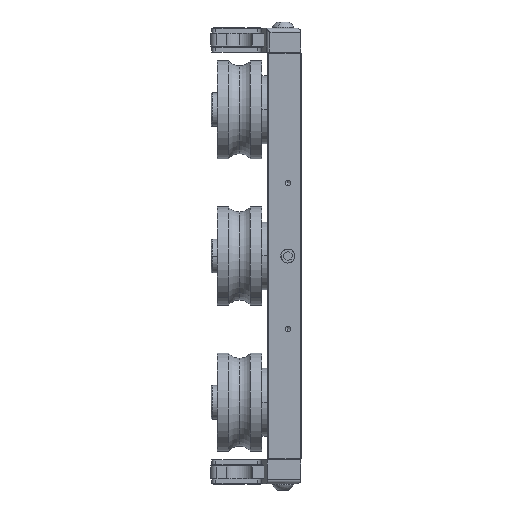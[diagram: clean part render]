
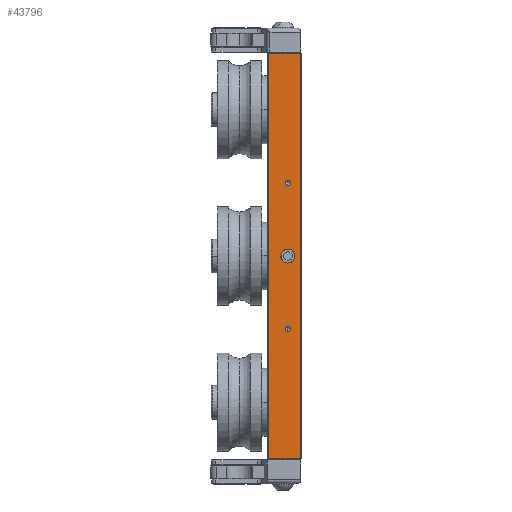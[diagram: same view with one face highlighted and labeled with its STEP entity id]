
A CAD part, front view. The second image highlights one B-rep face of the part: STEP entity #43796.
In plain terms, the highlighted planar face has unit normal (0, -1, 0).
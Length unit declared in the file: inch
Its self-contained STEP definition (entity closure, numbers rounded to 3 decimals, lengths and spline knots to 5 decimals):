
#1805 = EDGE_LOOP ( 'NONE', ( #32378, #38195, #40629, #73213 ) ) ;
#2475 = CARTESIAN_POINT ( 'NONE',  ( 1.46354, -1., -2.9534 ) ) ;
#4839 = VECTOR ( 'NONE', #53711, 39.37008 ) ;
#5920 = DIRECTION ( 'NONE',  ( 0., 0., 1. ) ) ;
#6412 = CIRCLE ( 'NONE', #71747, 0.04 ) ;
#8180 = CARTESIAN_POINT ( 'NONE',  ( 1.46354, -1., -5.0004 ) ) ;
#8693 = PLANE ( 'NONE',  #67598 ) ;
#10396 = ORIENTED_EDGE ( 'NONE', *, *, #66235, .T. ) ;
#10425 = DIRECTION ( 'NONE',  ( 0., 0., 1. ) ) ;
#10619 = VERTEX_POINT ( 'NONE', #21917 ) ;
#12589 = DIRECTION ( 'NONE',  ( 0., 0., -1. ) ) ;
#12951 = DIRECTION ( 'NONE',  ( 0., -1., 0. ) ) ;
#13617 = VERTEX_POINT ( 'NONE', #55770 ) ;
#14285 = EDGE_CURVE ( 'NONE', #29754, #35885, #61830, .T. ) ;
#16101 = EDGE_LOOP ( 'NONE', ( #71324, #49688 ) ) ;
#16285 = CARTESIAN_POINT ( 'NONE',  ( 1.17754, -1., -1.1374 ) ) ;
#16442 = CIRCLE ( 'NONE', #42490, 0.09843 ) ;
#16762 = CARTESIAN_POINT ( 'NONE',  ( 1.63854, -1., -76.02489 ) ) ;
#17938 = VECTOR ( 'NONE', #38257, 39.37008 ) ;
#19116 = FACE_OUTER_BOUND ( 'NONE', #1805, .T. ) ;
#19492 = DIRECTION ( 'NONE',  ( 0., 0., -1. ) ) ;
#19596 = DIRECTION ( 'NONE',  ( 0., 0., 1. ) ) ;
#19879 = CARTESIAN_POINT ( 'NONE',  ( 1.19254, -1., -76.02489 ) ) ;
#21917 = CARTESIAN_POINT ( 'NONE',  ( 1.19254, -1., -1.1374 ) ) ;
#25021 = AXIS2_PLACEMENT_3D ( 'NONE', #26377, #49060, #10425 ) ;
#25778 = FACE_BOUND ( 'NONE', #16101, .T. ) ;
#26377 = CARTESIAN_POINT ( 'NONE',  ( 1.46354, -1., -5.0004 ) ) ;
#26384 = CARTESIAN_POINT ( 'NONE',  ( 1.65354, -1., -6.8164 ) ) ;
#27055 = VERTEX_POINT ( 'NONE', #71125 ) ;
#27304 = VECTOR ( 'NONE', #5920, 39.37008 ) ;
#29754 = VERTEX_POINT ( 'NONE', #65452 ) ;
#30435 = ORIENTED_EDGE ( 'NONE', *, *, #56196, .F. ) ;
#31018 = LINE ( 'NONE', #19879, #4839 ) ;
#32002 = DIRECTION ( 'NONE',  ( 0., -1., 0. ) ) ;
#32378 = ORIENTED_EDGE ( 'NONE', *, *, #40565, .T. ) ;
#33619 = AXIS2_PLACEMENT_3D ( 'NONE', #60270, #42745, #64740 ) ;
#35230 = CARTESIAN_POINT ( 'NONE',  ( 1.19254, -1., -6.8164 ) ) ;
#35308 = VERTEX_POINT ( 'NONE', #67622 ) ;
#35885 = VERTEX_POINT ( 'NONE', #49737 ) ;
#36144 = EDGE_LOOP ( 'NONE', ( #59780, #30435 ) ) ;
#36426 = DIRECTION ( 'NONE',  ( 0., 1., 0. ) ) ;
#37113 = VERTEX_POINT ( 'NONE', #42300 ) ;
#38195 = ORIENTED_EDGE ( 'NONE', *, *, #71579, .T. ) ;
#38257 = DIRECTION ( 'NONE',  ( 1., 0., 0. ) ) ;
#38652 = LINE ( 'NONE', #16762, #27304 ) ;
#38896 = DIRECTION ( 'NONE',  ( -1., 0., 0. ) ) ;
#38923 = EDGE_CURVE ( 'NONE', #13617, #46003, #16442, .T. ) ;
#39316 = CIRCLE ( 'NONE', #71433, 0.09843 ) ;
#40565 = EDGE_CURVE ( 'NONE', #27055, #37113, #38652, .T. ) ;
#40629 = ORIENTED_EDGE ( 'NONE', *, *, #41353, .T. ) ;
#41353 = EDGE_CURVE ( 'NONE', #10619, #42757, #31018, .T. ) ;
#41491 = CARTESIAN_POINT ( 'NONE',  ( 1.46354, -1., -2.9134 ) ) ;
#42300 = CARTESIAN_POINT ( 'NONE',  ( 1.63854, -1., -1.1374 ) ) ;
#42468 = FACE_BOUND ( 'NONE', #36144, .T. ) ;
#42490 = AXIS2_PLACEMENT_3D ( 'NONE', #69476, #12951, #12589 ) ;
#42745 = DIRECTION ( 'NONE',  ( 0., 1., 0. ) ) ;
#42757 = VERTEX_POINT ( 'NONE', #35230 ) ;
#43123 = LINE ( 'NONE', #26384, #17938 ) ;
#43796 = ADVANCED_FACE ( 'NONE', ( #19116, #25778, #59642, #42468 ), #8693, .T. ) ;
#46003 = VERTEX_POINT ( 'NONE', #53933 ) ;
#47318 = CARTESIAN_POINT ( 'NONE',  ( 1.16554, -1., -76.02489 ) ) ;
#47809 = DIRECTION ( 'NONE',  ( 0., 1., 0. ) ) ;
#49060 = DIRECTION ( 'NONE',  ( 0., 1., 0. ) ) ;
#49688 = ORIENTED_EDGE ( 'NONE', *, *, #14285, .T. ) ;
#49737 = CARTESIAN_POINT ( 'NONE',  ( 1.46354, -1., -5.0404 ) ) ;
#50001 = EDGE_LOOP ( 'NONE', ( #53875, #10396 ) ) ;
#53295 = DIRECTION ( 'NONE',  ( 0., -1., 0. ) ) ;
#53711 = DIRECTION ( 'NONE',  ( 0., 0., -1. ) ) ;
#53875 = ORIENTED_EDGE ( 'NONE', *, *, #70124, .T. ) ;
#53933 = CARTESIAN_POINT ( 'NONE',  ( 1.46354, -1., -3.87898 ) ) ;
#54267 = EDGE_CURVE ( 'NONE', #42757, #27055, #43123, .T. ) ;
#55770 = CARTESIAN_POINT ( 'NONE',  ( 1.46354, -1., -4.07583 ) ) ;
#55893 = AXIS2_PLACEMENT_3D ( 'NONE', #2475, #47809, #19596 ) ;
#56196 = EDGE_CURVE ( 'NONE', #46003, #13617, #39316, .T. ) ;
#56221 = CIRCLE ( 'NONE', #33619, 0.04 ) ;
#58976 = EDGE_CURVE ( 'NONE', #35885, #29754, #6412, .T. ) ;
#59642 = FACE_BOUND ( 'NONE', #50001, .T. ) ;
#59780 = ORIENTED_EDGE ( 'NONE', *, *, #38923, .F. ) ;
#60270 = CARTESIAN_POINT ( 'NONE',  ( 1.46354, -1., -2.9534 ) ) ;
#61830 = CIRCLE ( 'NONE', #25021, 0.04 ) ;
#62910 = VERTEX_POINT ( 'NONE', #41491 ) ;
#64178 = VECTOR ( 'NONE', #38896, 39.37008 ) ;
#64740 = DIRECTION ( 'NONE',  ( 0., 0., 1. ) ) ;
#65452 = CARTESIAN_POINT ( 'NONE',  ( 1.46354, -1., -4.9604 ) ) ;
#66235 = EDGE_CURVE ( 'NONE', #62910, #35308, #56221, .T. ) ;
#66262 = CARTESIAN_POINT ( 'NONE',  ( 1.46354, -1., -3.9774 ) ) ;
#67250 = LINE ( 'NONE', #16285, #64178 ) ;
#67598 = AXIS2_PLACEMENT_3D ( 'NONE', #47318, #53295, #19492 ) ;
#67622 = CARTESIAN_POINT ( 'NONE',  ( 1.46354, -1., -2.9934 ) ) ;
#69476 = CARTESIAN_POINT ( 'NONE',  ( 1.46354, -1., -3.9774 ) ) ;
#70124 = EDGE_CURVE ( 'NONE', #35308, #62910, #71257, .T. ) ;
#70299 = DIRECTION ( 'NONE',  ( 0., 0., 1. ) ) ;
#71125 = CARTESIAN_POINT ( 'NONE',  ( 1.63854, -1., -6.8164 ) ) ;
#71257 = CIRCLE ( 'NONE', #55893, 0.04 ) ;
#71324 = ORIENTED_EDGE ( 'NONE', *, *, #58976, .T. ) ;
#71433 = AXIS2_PLACEMENT_3D ( 'NONE', #66262, #32002, #71815 ) ;
#71579 = EDGE_CURVE ( 'NONE', #37113, #10619, #67250, .T. ) ;
#71747 = AXIS2_PLACEMENT_3D ( 'NONE', #8180, #36426, #70299 ) ;
#71815 = DIRECTION ( 'NONE',  ( 0., 0., -1. ) ) ;
#73213 = ORIENTED_EDGE ( 'NONE', *, *, #54267, .T. ) ;
